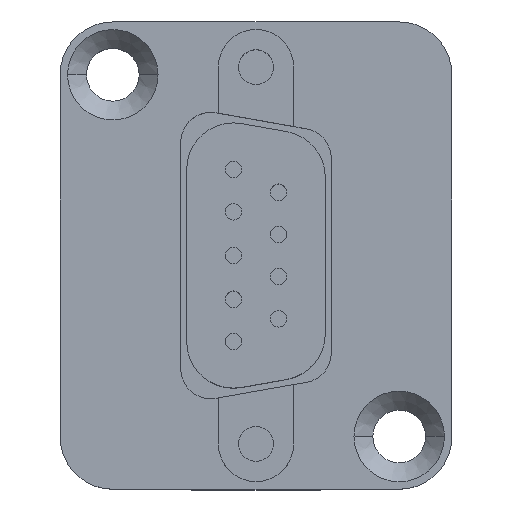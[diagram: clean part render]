
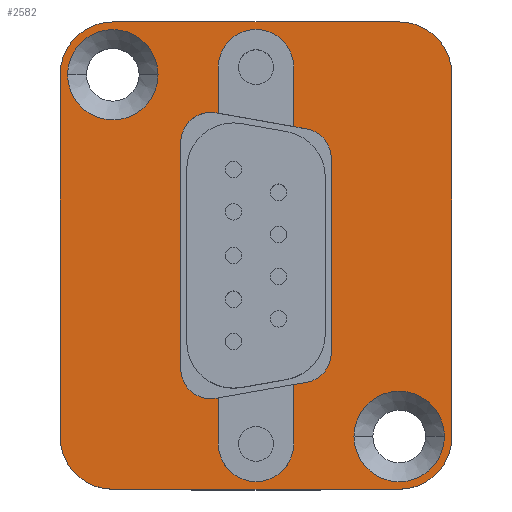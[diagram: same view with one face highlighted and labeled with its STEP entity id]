
A CAD part, top view. The second image highlights one B-rep face of the part: STEP entity #2582.
In plain terms, the highlighted planar face has unit normal (0, 0, 1).
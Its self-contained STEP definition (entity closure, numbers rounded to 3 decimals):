
#171=CARTESIAN_POINT('',(-9.5,-12.,3.5));
#172=DIRECTION('',(0.,0.,1.));
#173=DIRECTION('',(-1.,0.,0.));
#174=AXIS2_PLACEMENT_3D('',#171,#172,#173);
#176=DIRECTION('',(0.,-1.,0.));
#177=VECTOR('',#176,24.);
#178=CARTESIAN_POINT('',(-13.,12.,3.5));
#179=LINE('',#178,#177);
#180=CARTESIAN_POINT('',(-9.5,12.,3.5));
#181=DIRECTION('',(0.,0.,1.));
#182=DIRECTION('',(0.,1.,0.));
#183=AXIS2_PLACEMENT_3D('',#180,#181,#182);
#185=DIRECTION('',(-1.,0.,0.));
#186=VECTOR('',#185,19.);
#187=CARTESIAN_POINT('',(9.5,15.5,3.5));
#188=LINE('',#187,#186);
#189=CARTESIAN_POINT('',(9.5,12.,3.5));
#190=DIRECTION('',(0.,0.,1.));
#191=DIRECTION('',(1.,0.,0.));
#192=AXIS2_PLACEMENT_3D('',#189,#190,#191);
#194=DIRECTION('',(0.,1.,0.));
#195=VECTOR('',#194,24.);
#196=CARTESIAN_POINT('',(13.,-12.,3.5));
#197=LINE('',#196,#195);
#198=CARTESIAN_POINT('',(9.5,-12.,3.5));
#199=DIRECTION('',(0.,0.,1.));
#200=DIRECTION('',(0.,-1.,0.));
#201=AXIS2_PLACEMENT_3D('',#198,#199,#200);
#203=DIRECTION('',(1.,0.,0.));
#204=VECTOR('',#203,19.);
#205=CARTESIAN_POINT('',(-9.5,-15.5,3.5));
#206=LINE('',#205,#204);
#217=CARTESIAN_POINT('',(0.,12.5,3.5));
#218=DIRECTION('',(0.,0.,1.));
#219=DIRECTION('',(1.,0.,0.));
#220=AXIS2_PLACEMENT_3D('',#217,#218,#219);
#222=DIRECTION('',(0.,-1.,0.));
#223=VECTOR('',#222,3.057);
#224=CARTESIAN_POINT('',(-2.5,12.5,3.5));
#225=LINE('',#224,#223);
#226=DIRECTION('',(0.985,-0.174,0.));
#227=VECTOR('',#226,0.155);
#228=CARTESIAN_POINT('',(-2.653,9.47,3.5));
#229=LINE('',#228,#227);
#230=CARTESIAN_POINT('',(-3.,7.5,3.5));
#231=DIRECTION('',(0.,0.,-1.));
#232=DIRECTION('',(-1.,0.,0.));
#233=AXIS2_PLACEMENT_3D('',#230,#231,#232);
#235=DIRECTION('',(0.,1.,0.));
#236=VECTOR('',#235,15.);
#237=CARTESIAN_POINT('',(-5.,-7.5,3.5));
#238=LINE('',#237,#236);
#239=CARTESIAN_POINT('',(-3.,-7.5,3.5));
#240=DIRECTION('',(0.,0.,-1.));
#241=DIRECTION('',(0.174,-0.985,0.));
#242=AXIS2_PLACEMENT_3D('',#239,#240,#241);
#244=DIRECTION('',(-0.985,-0.174,0.));
#245=VECTOR('',#244,0.155);
#246=CARTESIAN_POINT('',(-2.5,-9.443,3.5));
#247=LINE('',#246,#245);
#248=DIRECTION('',(0.,-1.,0.));
#249=VECTOR('',#248,3.057);
#250=CARTESIAN_POINT('',(-2.5,-9.443,3.5));
#251=LINE('',#250,#249);
#252=CARTESIAN_POINT('',(0.,-12.5,3.5));
#253=DIRECTION('',(0.,0.,1.));
#254=DIRECTION('',(-1.,0.,0.));
#255=AXIS2_PLACEMENT_3D('',#252,#253,#254);
#257=DIRECTION('',(0.,1.,0.));
#258=VECTOR('',#257,3.939);
#259=CARTESIAN_POINT('',(2.5,-12.5,3.5));
#260=LINE('',#259,#258);
#261=DIRECTION('',(-0.985,-0.174,0.));
#262=VECTOR('',#261,0.86);
#263=CARTESIAN_POINT('',(3.347,-8.412,3.5));
#264=LINE('',#263,#262);
#265=CARTESIAN_POINT('',(3.,-6.442,3.5));
#266=DIRECTION('',(0.,0.,-1.));
#267=DIRECTION('',(1.,0.,0.));
#268=AXIS2_PLACEMENT_3D('',#265,#266,#267);
#270=DIRECTION('',(0.,-1.,0.));
#271=VECTOR('',#270,12.884);
#272=CARTESIAN_POINT('',(5.,6.442,3.5));
#273=LINE('',#272,#271);
#274=CARTESIAN_POINT('',(3.,6.442,3.5));
#275=DIRECTION('',(0.,0.,-1.));
#276=DIRECTION('',(0.174,0.985,0.));
#277=AXIS2_PLACEMENT_3D('',#274,#275,#276);
#279=DIRECTION('',(0.985,-0.174,0.));
#280=VECTOR('',#279,0.86);
#281=CARTESIAN_POINT('',(2.5,8.561,3.5));
#282=LINE('',#281,#280);
#283=DIRECTION('',(0.,1.,0.));
#284=VECTOR('',#283,3.939);
#285=CARTESIAN_POINT('',(2.5,8.561,3.5));
#286=LINE('',#285,#284);
#297=CARTESIAN_POINT('',(-9.5,12.,3.5));
#298=DIRECTION('',(0.,0.,1.));
#299=DIRECTION('',(1.,0.,0.));
#300=AXIS2_PLACEMENT_3D('',#297,#298,#299);
#302=CARTESIAN_POINT('',(-9.5,12.,3.5));
#303=DIRECTION('',(0.,0.,1.));
#304=DIRECTION('',(-1.,0.,0.));
#305=AXIS2_PLACEMENT_3D('',#302,#303,#304);
#307=CARTESIAN_POINT('',(9.5,-12.,3.5));
#308=DIRECTION('',(0.,0.,1.));
#309=DIRECTION('',(1.,0.,0.));
#310=AXIS2_PLACEMENT_3D('',#307,#308,#309);
#312=CARTESIAN_POINT('',(9.5,-12.,3.5));
#313=DIRECTION('',(0.,0.,1.));
#314=DIRECTION('',(-1.,0.,0.));
#315=AXIS2_PLACEMENT_3D('',#312,#313,#314);
#1841=CARTESIAN_POINT('',(-13.,-12.,3.5));
#1842=CARTESIAN_POINT('',(-9.5,-15.5,3.5));
#1843=VERTEX_POINT('',#1841);
#1844=VERTEX_POINT('',#1842);
#1845=CARTESIAN_POINT('',(9.5,-15.5,3.5));
#1846=VERTEX_POINT('',#1845);
#1847=CARTESIAN_POINT('',(13.,-12.,3.5));
#1848=VERTEX_POINT('',#1847);
#1849=CARTESIAN_POINT('',(13.,12.,3.5));
#1850=VERTEX_POINT('',#1849);
#1851=CARTESIAN_POINT('',(9.5,15.5,3.5));
#1852=VERTEX_POINT('',#1851);
#1853=CARTESIAN_POINT('',(-9.5,15.5,3.5));
#1854=VERTEX_POINT('',#1853);
#1855=CARTESIAN_POINT('',(-13.,12.,3.5));
#1856=VERTEX_POINT('',#1855);
#1869=CARTESIAN_POINT('',(2.5,12.5,3.5));
#1870=CARTESIAN_POINT('',(-2.5,12.5,3.5));
#1871=VERTEX_POINT('',#1869);
#1872=VERTEX_POINT('',#1870);
#1873=CARTESIAN_POINT('',(-5.,-7.5,3.5));
#1874=CARTESIAN_POINT('',(-5.,7.5,3.5));
#1875=VERTEX_POINT('',#1873);
#1876=VERTEX_POINT('',#1874);
#1877=CARTESIAN_POINT('',(-2.653,9.47,3.5));
#1878=VERTEX_POINT('',#1877);
#1879=CARTESIAN_POINT('',(3.347,8.412,3.5));
#1880=CARTESIAN_POINT('',(5.,6.442,3.5));
#1881=VERTEX_POINT('',#1879);
#1882=VERTEX_POINT('',#1880);
#1883=CARTESIAN_POINT('',(5.,-6.442,3.5));
#1884=VERTEX_POINT('',#1883);
#1885=CARTESIAN_POINT('',(3.347,-8.412,3.5));
#1886=VERTEX_POINT('',#1885);
#1887=CARTESIAN_POINT('',(-2.653,-9.47,3.5));
#1888=VERTEX_POINT('',#1887);
#2125=CARTESIAN_POINT('',(-6.5,12.,3.5));
#2126=CARTESIAN_POINT('',(-12.5,12.,3.5));
#2127=VERTEX_POINT('',#2125);
#2128=VERTEX_POINT('',#2126);
#2129=CARTESIAN_POINT('',(12.5,-12.,3.5));
#2130=CARTESIAN_POINT('',(6.5,-12.,3.5));
#2131=VERTEX_POINT('',#2129);
#2132=VERTEX_POINT('',#2130);
#2349=CARTESIAN_POINT('',(-2.5,9.443,3.5));
#2350=VERTEX_POINT('',#2349);
#2351=CARTESIAN_POINT('',(2.5,8.561,3.5));
#2352=VERTEX_POINT('',#2351);
#2353=CARTESIAN_POINT('',(-2.5,-12.5,3.5));
#2354=CARTESIAN_POINT('',(2.5,-12.5,3.5));
#2355=VERTEX_POINT('',#2353);
#2356=VERTEX_POINT('',#2354);
#2357=CARTESIAN_POINT('',(2.5,-8.561,3.5));
#2358=VERTEX_POINT('',#2357);
#2359=CARTESIAN_POINT('',(-2.5,-9.443,3.5));
#2360=VERTEX_POINT('',#2359);
#2515=CARTESIAN_POINT('',(0.,0.,3.5));
#2516=DIRECTION('',(0.,0.,1.));
#2517=DIRECTION('',(1.,0.,0.));
#2518=AXIS2_PLACEMENT_3D('',#2515,#2516,#2517);
#2519=PLANE('',#2518);
#2521=ORIENTED_EDGE('',*,*,#2520,.F.);
#2523=ORIENTED_EDGE('',*,*,#2522,.F.);
#2525=ORIENTED_EDGE('',*,*,#2524,.F.);
#2527=ORIENTED_EDGE('',*,*,#2526,.F.);
#2529=ORIENTED_EDGE('',*,*,#2528,.F.);
#2531=ORIENTED_EDGE('',*,*,#2530,.F.);
#2533=ORIENTED_EDGE('',*,*,#2532,.F.);
#2535=ORIENTED_EDGE('',*,*,#2534,.F.);
#2536=EDGE_LOOP('',(#2521,#2523,#2525,#2527,#2529,#2531,#2533,#2535));
#2537=FACE_OUTER_BOUND('',#2536,.F.);
#2539=ORIENTED_EDGE('',*,*,#2538,.T.);
#2541=ORIENTED_EDGE('',*,*,#2540,.T.);
#2543=ORIENTED_EDGE('',*,*,#2542,.F.);
#2545=ORIENTED_EDGE('',*,*,#2544,.F.);
#2547=ORIENTED_EDGE('',*,*,#2546,.F.);
#2549=ORIENTED_EDGE('',*,*,#2548,.F.);
#2551=ORIENTED_EDGE('',*,*,#2550,.F.);
#2553=ORIENTED_EDGE('',*,*,#2552,.T.);
#2555=ORIENTED_EDGE('',*,*,#2554,.T.);
#2557=ORIENTED_EDGE('',*,*,#2556,.T.);
#2559=ORIENTED_EDGE('',*,*,#2558,.F.);
#2561=ORIENTED_EDGE('',*,*,#2560,.F.);
#2563=ORIENTED_EDGE('',*,*,#2562,.F.);
#2565=ORIENTED_EDGE('',*,*,#2564,.F.);
#2567=ORIENTED_EDGE('',*,*,#2566,.F.);
#2569=ORIENTED_EDGE('',*,*,#2568,.T.);
#2570=EDGE_LOOP('',(#2539,#2541,#2543,#2545,#2547,#2549,#2551,#2553,#2555,#2557,
#2559,#2561,#2563,#2565,#2567,#2569));
#2571=FACE_BOUND('',#2570,.F.);
#2572=ORIENTED_EDGE('',*,*,#2495,.T.);
#2573=ORIENTED_EDGE('',*,*,#2509,.T.);
#2574=EDGE_LOOP('',(#2572,#2573));
#2575=FACE_BOUND('',#2574,.F.);
#2577=ORIENTED_EDGE('',*,*,#2576,.T.);
#2579=ORIENTED_EDGE('',*,*,#2578,.T.);
#2580=EDGE_LOOP('',(#2577,#2579));
#2581=FACE_BOUND('',#2580,.F.);
#2582=ADVANCED_FACE('',(#2537,#2571,#2575,#2581),#2519,.T.);
#175=CIRCLE('',#174,3.5);
#184=CIRCLE('',#183,3.5);
#193=CIRCLE('',#192,3.5);
#202=CIRCLE('',#201,3.5);
#221=CIRCLE('',#220,2.5);
#234=CIRCLE('',#233,2.);
#243=CIRCLE('',#242,2.);
#256=CIRCLE('',#255,2.5);
#269=CIRCLE('',#268,2.);
#278=CIRCLE('',#277,2.);
#301=CIRCLE('',#300,3.);
#306=CIRCLE('',#305,3.);
#311=CIRCLE('',#310,3.);
#316=CIRCLE('',#315,3.);
#2495=EDGE_CURVE('',#2127,#2128,#301,.T.);
#2509=EDGE_CURVE('',#2128,#2127,#306,.T.);
#2520=EDGE_CURVE('',#1843,#1844,#175,.T.);
#2522=EDGE_CURVE('',#1856,#1843,#179,.T.);
#2524=EDGE_CURVE('',#1854,#1856,#184,.T.);
#2526=EDGE_CURVE('',#1852,#1854,#188,.T.);
#2528=EDGE_CURVE('',#1850,#1852,#193,.T.);
#2530=EDGE_CURVE('',#1848,#1850,#197,.T.);
#2532=EDGE_CURVE('',#1846,#1848,#202,.T.);
#2534=EDGE_CURVE('',#1844,#1846,#206,.T.);
#2538=EDGE_CURVE('',#1871,#1872,#221,.T.);
#2540=EDGE_CURVE('',#1872,#2350,#225,.T.);
#2542=EDGE_CURVE('',#1878,#2350,#229,.T.);
#2544=EDGE_CURVE('',#1876,#1878,#234,.T.);
#2546=EDGE_CURVE('',#1875,#1876,#238,.T.);
#2548=EDGE_CURVE('',#1888,#1875,#243,.T.);
#2550=EDGE_CURVE('',#2360,#1888,#247,.T.);
#2552=EDGE_CURVE('',#2360,#2355,#251,.T.);
#2554=EDGE_CURVE('',#2355,#2356,#256,.T.);
#2556=EDGE_CURVE('',#2356,#2358,#260,.T.);
#2558=EDGE_CURVE('',#1886,#2358,#264,.T.);
#2560=EDGE_CURVE('',#1884,#1886,#269,.T.);
#2562=EDGE_CURVE('',#1882,#1884,#273,.T.);
#2564=EDGE_CURVE('',#1881,#1882,#278,.T.);
#2566=EDGE_CURVE('',#2352,#1881,#282,.T.);
#2568=EDGE_CURVE('',#2352,#1871,#286,.T.);
#2576=EDGE_CURVE('',#2131,#2132,#311,.T.);
#2578=EDGE_CURVE('',#2132,#2131,#316,.T.);
